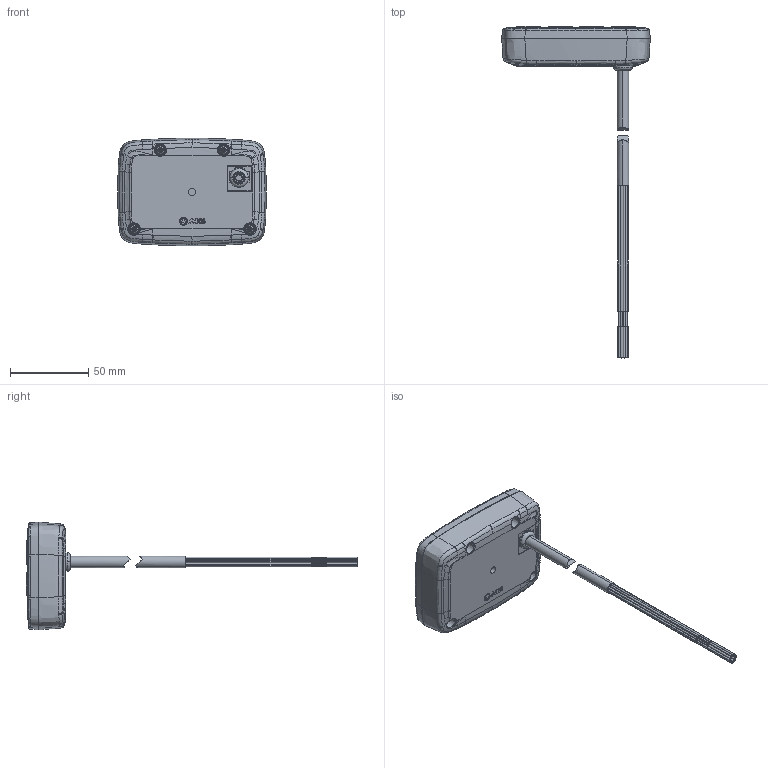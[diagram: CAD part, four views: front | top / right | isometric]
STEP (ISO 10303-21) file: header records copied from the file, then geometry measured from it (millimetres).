
FILE_DESCRIPTION((''),'2;1');
FILE_NAME('A003-CONTROLLER','2025-08-13T10:28:02',('candice.wang'),(''),'CREO PARAMETRIC BY PTC INC, 2018100','CREO PARAMETRIC BY PTC INC, 2018100','');
FILE_SCHEMA(('AUTOMOTIVE_DESIGN { 1 0 10303 214 1 1 1 1 }'));
Length unit declared in the file: millimetre
Products named in the file (1): A003-CONTROLLER
Bounding box: 94.98 x 212.2 x 68.78 mm (x, y, z)
Volume: 48121.3 mm3; surface area: 72973.2 mm2
Topology: 2 solids, 5 shells, 3128 faces, 8268 edges, 5236 vertices
Faces by surface type: plane 1083, cylinder 762, bspline 735, torus 224, cone 172, extrusion 128, sphere 16, revolution 8
Entity records: 207543 total; most frequent: CARTESIAN_POINT 115242, ORIENTED_EDGE 16520, DIRECTION 12187, EDGE_CURVE 8260, VERTEX_POINT 5236, AXIS2_PLACEMENT_3D 4331, VECTOR 3517, LINE 3389
